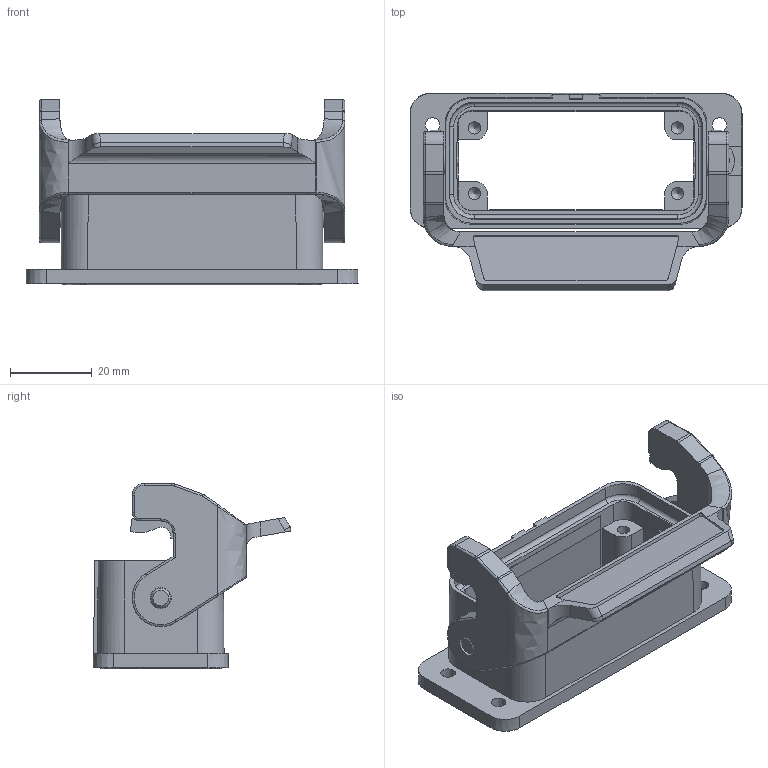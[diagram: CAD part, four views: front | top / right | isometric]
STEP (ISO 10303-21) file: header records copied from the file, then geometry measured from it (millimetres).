
FILE_DESCRIPTION(/* description */ (''),/* implementation_level */ '2;1');
FILE_NAME(/* name */ '100095286ugm000_d.stp',/* time_stamp */ '2018-11-13T13:05:10+01:00',/* author */ (''),/* organization */ (''),/* preprocessor_version */ 'ST-DEVELOPER v16.7',/* originating_system */ 'SIEMENS PLM Software NX 12.0',/* authorisation */ '');
FILE_SCHEMA (('AUTOMOTIVE_DESIGN { 1 0 10303 214 3 1 1 1 }'));
Length unit declared in the file: millimetre
Products named in the file (1): 100095286ugm000_d
Bounding box: 81 x 48.26 x 45.25 mm (x, y, z)
Volume: 28353.9 mm3; surface area: 19625.3 mm2
Topology: 2 solids, 2 shells, 389 faces, 1070 edges, 709 vertices
Faces by surface type: plane 238, cylinder 92, bspline 40, cone 16, extrusion 3
Full cylindrical faces by diameter (mm): 0.42 x1, 0.6 x1, 2.95 x2, 3 x4, 4 x2, 4.8 x2, 5.1 x2, 7 x2
Entity records: 17163 total; most frequent: CARTESIAN_POINT 4770, ORIENTED_EDGE 1974, DIRECTION 1846, EDGE_CURVE 987, VECTOR 704, LINE 701, VERTEX_POINT 657, AXIS2_PLACEMENT_3D 571
